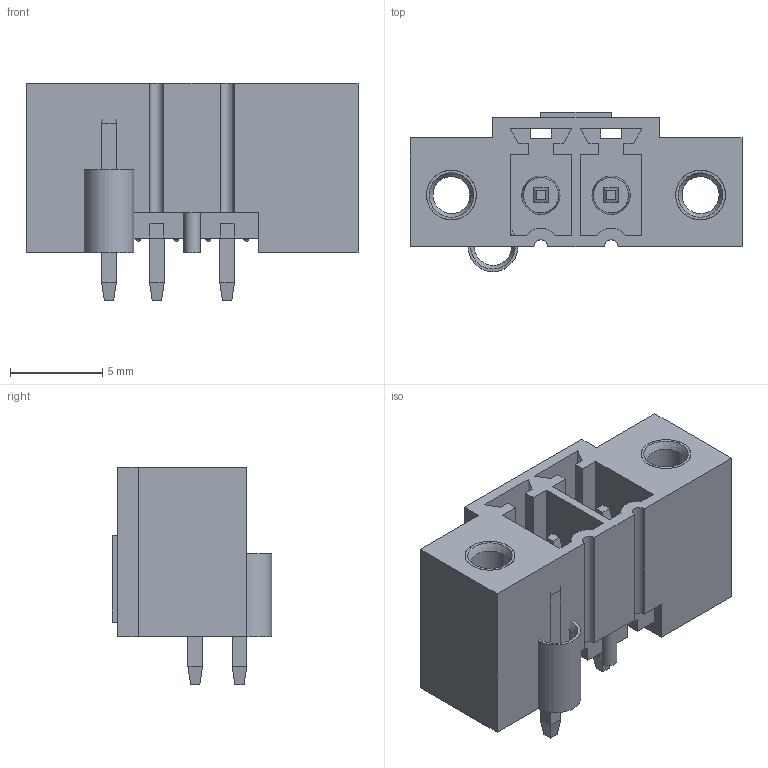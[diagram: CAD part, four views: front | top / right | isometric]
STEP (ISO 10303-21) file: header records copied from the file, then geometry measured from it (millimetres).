
FILE_DESCRIPTION( ( 'Unknown' ), '1' );
FILE_NAME( '691701320002B.stp', 'Unknown', ( 'Unknown' ), ( 'Unknown' ), 'PSStep 14.0', 'Unknown', ' ' );
FILE_SCHEMA( ( 'AUTOMOTIVE_DESIGN { 1 0 10303 214 1 1 1 1 }' ) );
Length unit declared in the file: millimetre
Products named in the file (4): Assem1; Thread; Pin_Straight 3.81mm; 2
Bounding box: 18.01 x 8.65 x 11.8 mm (x, y, z)
Volume: 1413.7 mm3; surface area: 2702.7 mm2
Topology: 8 solids, 8 shells, 275 faces, 728 edges, 477 vertices
Faces by surface type: plane 230, cylinder 30, sphere 8, cone 7
Full cylindrical faces by diameter (mm): 0.3 x8, 0.9 x4, 2.013 x3, 2.7 x7
Entity records: 4895 total; most frequent: CARTESIAN_POINT 669, ORIENTED_EDGE 636, DIRECTION 621, EDGE_CURVE 318, LINE 283, VECTOR 283, VERTEX_POINT 217, AXIS2_PLACEMENT_3D 169
